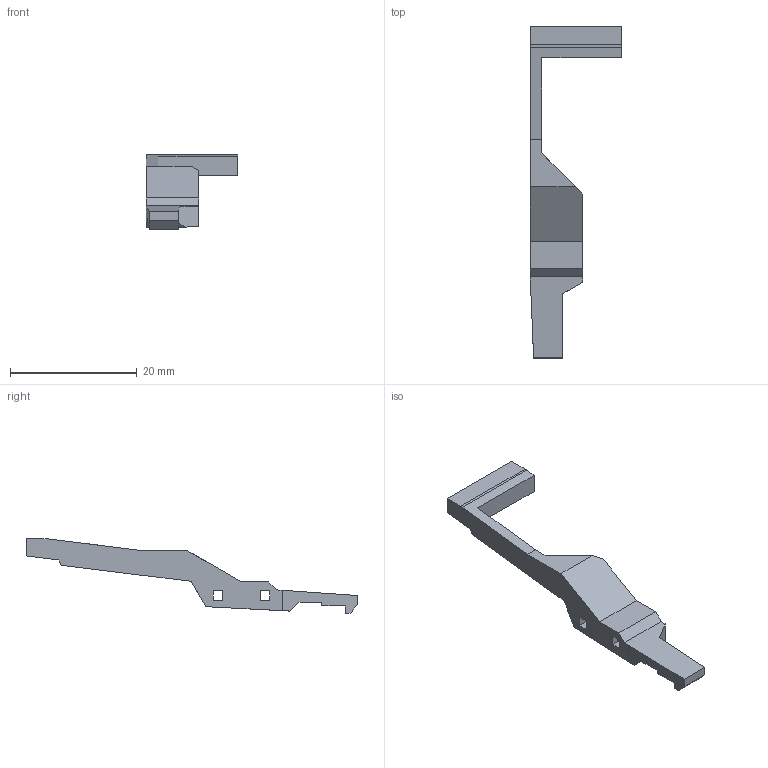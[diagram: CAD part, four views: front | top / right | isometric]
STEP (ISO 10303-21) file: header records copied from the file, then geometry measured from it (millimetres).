
FILE_DESCRIPTION(/* description */ (''),/* implementation_level */ '2;1');
FILE_NAME(/* name */ '100123071ugm000_b.stp',/* time_stamp */ '2016-09-26T15:03:18+02:00',/* author */ (''),/* organization */ (''),/* preprocessor_version */ 'ST-DEVELOPER v16',/* originating_system */ 'SIEMENS PLM Software NX 10.0',/* authorisation */ '');
FILE_SCHEMA (('AUTOMOTIVE_DESIGN { 1 0 10303 214 3 1 1 1 }'));
Length unit declared in the file: millimetre
Products named in the file (1): 100123071ugm000_b
Bounding box: 14.4 x 52.45 x 11.82 mm (x, y, z)
Volume: 1049.3 mm3; surface area: 1302.8 mm2
Topology: 1 solids, 1 shells, 45 faces, 135 edges, 90 vertices
Faces by surface type: plane 44, cylinder 1
Entity records: 1532 total; most frequent: CARTESIAN_POINT 274, ORIENTED_EDGE 270, DIRECTION 228, EDGE_CURVE 135, LINE 132, VECTOR 132, VERTEX_POINT 90, AXIS2_PLACEMENT_3D 48
